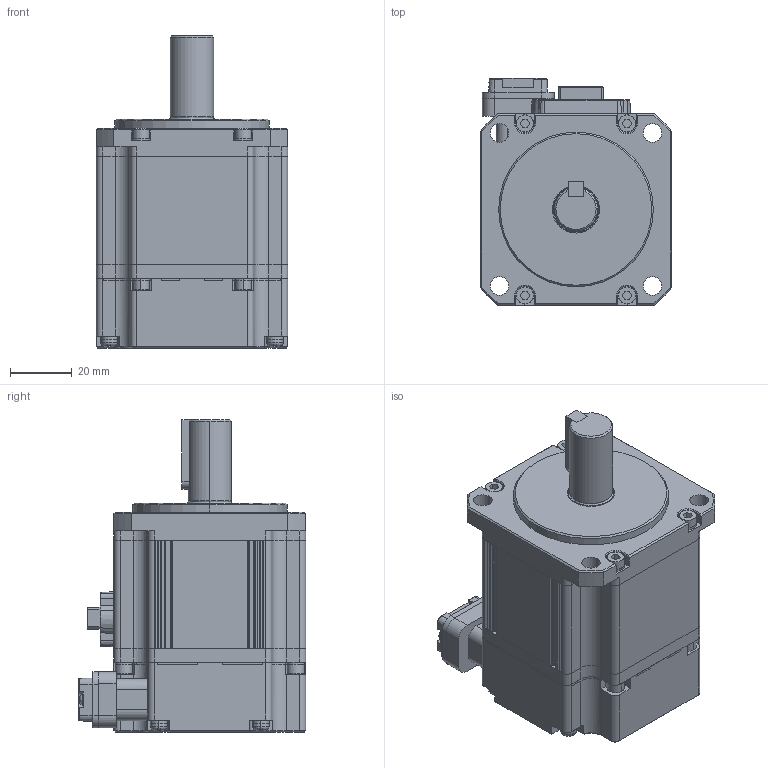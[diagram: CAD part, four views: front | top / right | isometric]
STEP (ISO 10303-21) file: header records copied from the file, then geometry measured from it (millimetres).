
FILE_DESCRIPTION (( 'STEP AP214' ), '1' );
FILE_NAME ('APMC-FBL01AYK-AD.STEP', '2021-08-04T12:54:35', ( '' ), ( '' ), 'SwSTEP 2.0', 'SolidWorks 2017', '' );
FILE_SCHEMA (( 'AUTOMOTIVE_DESIGN' ));
Length unit declared in the file: inch
Products named in the file (1): APMC-FBL01AYK-AD
Bounding box: 62 x 73.5 x 101.2 mm (x, y, z)
Volume: 254626.9 mm3; surface area: 68113.2 mm2
Topology: 45 solids, 45 shells, 1853 faces, 4866 edges, 3169 vertices
Faces by surface type: plane 1196, cylinder 478, bspline 94, cone 69, torus 8, sphere 8
Entity records: 61081 total; most frequent: CARTESIAN_POINT 14921, ORIENTED_EDGE 9708, DIRECTION 8976, EDGE_CURVE 4854, LINE 3386, VECTOR 3386, VERTEX_POINT 3169, AXIS2_PLACEMENT_3D 2795
